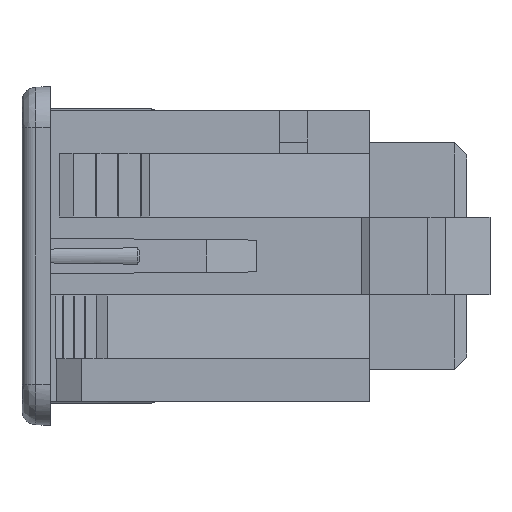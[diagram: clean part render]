
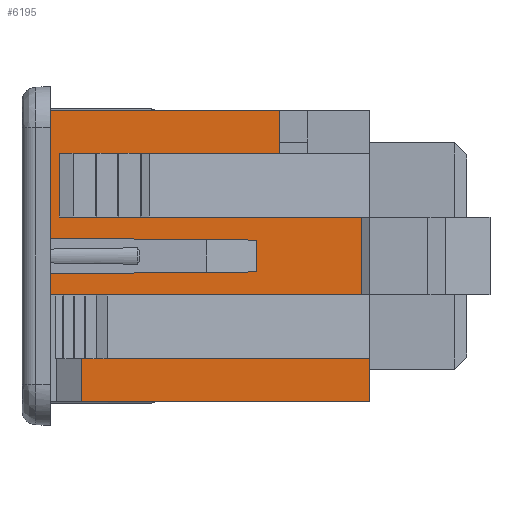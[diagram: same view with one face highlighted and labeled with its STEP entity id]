
A CAD part, left-side view. The second image highlights one B-rep face of the part: STEP entity #6195.
In plain terms, the highlighted planar face has unit normal (-1, 0, 0).
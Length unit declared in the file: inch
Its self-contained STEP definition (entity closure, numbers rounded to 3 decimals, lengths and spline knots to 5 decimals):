
#73=DIRECTION('',(0.,0.,-1.));
#74=VECTOR('',#73,0.36);
#75=CARTESIAN_POINT('',(-0.64,0.,0.41));
#76=LINE('',#75,#74);
#98=DIRECTION('',(0.,0.,-1.));
#99=VECTOR('',#98,0.06);
#100=CARTESIAN_POINT('',(-0.64,0.,-0.05));
#101=LINE('',#100,#99);
#486=DIRECTION('',(0.,-1.,0.));
#487=VECTOR('',#486,0.3);
#488=CARTESIAN_POINT('',(-0.64,0.,0.41));
#489=LINE('',#488,#487);
#490=DIRECTION('',(0.,-1.,0.));
#491=VECTOR('',#490,0.345);
#492=CARTESIAN_POINT('',(-0.64,-0.3,0.41));
#493=LINE('',#492,#491);
#494=DIRECTION('',(0.,0.,-1.));
#495=VECTOR('',#494,0.12);
#496=CARTESIAN_POINT('',(-0.64,-0.645,0.41));
#497=LINE('',#496,#495);
#498=DIRECTION('',(0.,1.,0.));
#499=VECTOR('',#498,0.025);
#500=CARTESIAN_POINT('',(-0.64,-0.645,0.29));
#501=LINE('',#500,#499);
#502=DIRECTION('',(0.,0.,1.));
#503=VECTOR('',#502,0.18);
#504=CARTESIAN_POINT('',(-0.64,-0.62,0.11));
#505=LINE('',#504,#503);
#506=DIRECTION('',(0.,1.,0.));
#507=VECTOR('',#506,0.25792);
#508=CARTESIAN_POINT('',(-0.64,-0.87792,0.11));
#509=LINE('',#508,#507);
#510=DIRECTION('',(0.,0.,1.));
#511=VECTOR('',#510,0.22);
#512=CARTESIAN_POINT('',(-0.64,-0.87792,-0.11));
#513=LINE('',#512,#511);
#514=DIRECTION('',(0.,1.,0.));
#515=VECTOR('',#514,0.29792);
#516=CARTESIAN_POINT('',(-0.64,-0.87792,-0.11));
#517=LINE('',#516,#515);
#518=DIRECTION('',(0.,0.,-1.));
#519=VECTOR('',#518,0.18);
#520=CARTESIAN_POINT('',(-0.64,-0.58,-0.11));
#521=LINE('',#520,#519);
#522=DIRECTION('',(0.,1.,0.));
#523=VECTOR('',#522,0.32);
#524=CARTESIAN_POINT('',(-0.64,-0.9,-0.29));
#525=LINE('',#524,#523);
#526=DIRECTION('',(0.,1.,0.));
#527=VECTOR('',#526,0.813);
#528=CARTESIAN_POINT('',(-0.64,-0.9,-0.41));
#529=LINE('',#528,#527);
#530=DIRECTION('',(0.,0.,1.));
#531=VECTOR('',#530,0.3);
#532=CARTESIAN_POINT('',(-0.64,-0.087,-0.41));
#533=LINE('',#532,#531);
#534=DIRECTION('',(0.,1.,0.));
#535=VECTOR('',#534,0.087);
#536=CARTESIAN_POINT('',(-0.64,-0.087,-0.11));
#537=LINE('',#536,#535);
#538=DIRECTION('',(0.,-1.,0.009));
#539=VECTOR('',#538,0.58225);
#540=CARTESIAN_POINT('',(-0.64,0.,-0.05));
#541=LINE('',#540,#539);
#542=DIRECTION('',(0.,0.,1.));
#543=VECTOR('',#542,0.08984);
#544=CARTESIAN_POINT('',(-0.64,-0.58222,-0.04492));
#545=LINE('',#544,#543);
#546=DIRECTION('',(0.,-1.,-0.009));
#547=VECTOR('',#546,0.58225);
#548=CARTESIAN_POINT('',(-0.64,0.,0.05));
#549=LINE('',#548,#547);
#744=DIRECTION('',(0.,0.,1.));
#745=VECTOR('',#744,0.12);
#746=CARTESIAN_POINT('',(-0.64,-0.9,-0.41));
#747=LINE('',#746,#745);
#4474=CARTESIAN_POINT('',(-0.64,-0.9,-0.41));
#4476=VERTEX_POINT('',#4474);
#5226=CARTESIAN_POINT('',(-0.64,-0.87792,0.11));
#5227=CARTESIAN_POINT('',(-0.64,-0.62,0.11));
#5228=VERTEX_POINT('',#5226);
#5229=VERTEX_POINT('',#5227);
#5236=CARTESIAN_POINT('',(-0.64,-0.62,0.29));
#5237=VERTEX_POINT('',#5236);
#5260=CARTESIAN_POINT('',(-0.64,-0.87792,-0.11));
#5261=CARTESIAN_POINT('',(-0.64,-0.58,-0.11));
#5262=VERTEX_POINT('',#5260);
#5263=VERTEX_POINT('',#5261);
#5264=CARTESIAN_POINT('',(-0.64,-0.9,-0.29));
#5265=CARTESIAN_POINT('',(-0.64,-0.58,-0.29));
#5266=VERTEX_POINT('',#5264);
#5267=VERTEX_POINT('',#5265);
#5337=CARTESIAN_POINT('',(-0.64,-0.087,-0.41));
#5339=VERTEX_POINT('',#5337);
#5340=CARTESIAN_POINT('',(-0.64,-0.087,-0.11));
#5341=CARTESIAN_POINT('',(-0.64,0.,-0.11));
#5342=VERTEX_POINT('',#5340);
#5343=VERTEX_POINT('',#5341);
#5407=CARTESIAN_POINT('',(-0.64,0.,-0.05));
#5409=VERTEX_POINT('',#5407);
#5411=CARTESIAN_POINT('',(-0.64,0.,0.05));
#5413=VERTEX_POINT('',#5411);
#5414=CARTESIAN_POINT('',(-0.64,-0.58222,-0.04492));
#5415=VERTEX_POINT('',#5414);
#5416=CARTESIAN_POINT('',(-0.64,-0.58222,0.04492));
#5417=VERTEX_POINT('',#5416);
#5446=CARTESIAN_POINT('',(-0.64,-0.645,0.41));
#5448=VERTEX_POINT('',#5446);
#5458=CARTESIAN_POINT('',(-0.64,-0.645,0.29));
#5459=VERTEX_POINT('',#5458);
#5469=CARTESIAN_POINT('',(-0.64,0.,0.41));
#5471=VERTEX_POINT('',#5469);
#5472=CARTESIAN_POINT('',(-0.64,-0.3,0.41));
#5474=VERTEX_POINT('',#5472);
#6154=CARTESIAN_POINT('',(-0.64,0.,-0.41));
#6155=DIRECTION('',(-1.,0.,0.));
#6156=DIRECTION('',(0.,-1.,0.));
#6157=AXIS2_PLACEMENT_3D('',#6154,#6155,#6156);
#6158=PLANE('',#6157);
#6160=ORIENTED_EDGE('',*,*,#6159,.T.);
#6161=ORIENTED_EDGE('',*,*,#6085,.T.);
#6162=ORIENTED_EDGE('',*,*,#6130,.T.);
#6164=ORIENTED_EDGE('',*,*,#6163,.T.);
#6166=ORIENTED_EDGE('',*,*,#6165,.F.);
#6168=ORIENTED_EDGE('',*,*,#6167,.F.);
#6170=ORIENTED_EDGE('',*,*,#6169,.F.);
#6172=ORIENTED_EDGE('',*,*,#6171,.T.);
#6174=ORIENTED_EDGE('',*,*,#6173,.T.);
#6176=ORIENTED_EDGE('',*,*,#6175,.F.);
#6178=ORIENTED_EDGE('',*,*,#6177,.F.);
#6180=ORIENTED_EDGE('',*,*,#6179,.T.);
#6182=ORIENTED_EDGE('',*,*,#6181,.T.);
#6184=ORIENTED_EDGE('',*,*,#6183,.T.);
#6185=ORIENTED_EDGE('',*,*,#5551,.F.);
#6187=ORIENTED_EDGE('',*,*,#6186,.T.);
#6189=ORIENTED_EDGE('',*,*,#6188,.T.);
#6191=ORIENTED_EDGE('',*,*,#6190,.F.);
#6192=ORIENTED_EDGE('',*,*,#5539,.F.);
#6193=EDGE_LOOP('',(#6160,#6161,#6162,#6164,#6166,#6168,#6170,#6172,#6174,#6176,
#6178,#6180,#6182,#6184,#6185,#6187,#6189,#6191,#6192));
#6194=FACE_OUTER_BOUND('',#6193,.F.);
#5539=EDGE_CURVE('',#5471,#5413,#76,.T.);
#5551=EDGE_CURVE('',#5409,#5343,#101,.T.);
#6085=EDGE_CURVE('',#5474,#5448,#493,.T.);
#6130=EDGE_CURVE('',#5448,#5459,#497,.T.);
#6159=EDGE_CURVE('',#5471,#5474,#489,.T.);
#6163=EDGE_CURVE('',#5459,#5237,#501,.T.);
#6165=EDGE_CURVE('',#5229,#5237,#505,.T.);
#6167=EDGE_CURVE('',#5228,#5229,#509,.T.);
#6169=EDGE_CURVE('',#5262,#5228,#513,.T.);
#6171=EDGE_CURVE('',#5262,#5263,#517,.T.);
#6173=EDGE_CURVE('',#5263,#5267,#521,.T.);
#6175=EDGE_CURVE('',#5266,#5267,#525,.T.);
#6177=EDGE_CURVE('',#4476,#5266,#747,.T.);
#6179=EDGE_CURVE('',#4476,#5339,#529,.T.);
#6181=EDGE_CURVE('',#5339,#5342,#533,.T.);
#6183=EDGE_CURVE('',#5342,#5343,#537,.T.);
#6186=EDGE_CURVE('',#5409,#5415,#541,.T.);
#6188=EDGE_CURVE('',#5415,#5417,#545,.T.);
#6190=EDGE_CURVE('',#5413,#5417,#549,.T.);
#6195=ADVANCED_FACE('',(#6194),#6158,.T.);
